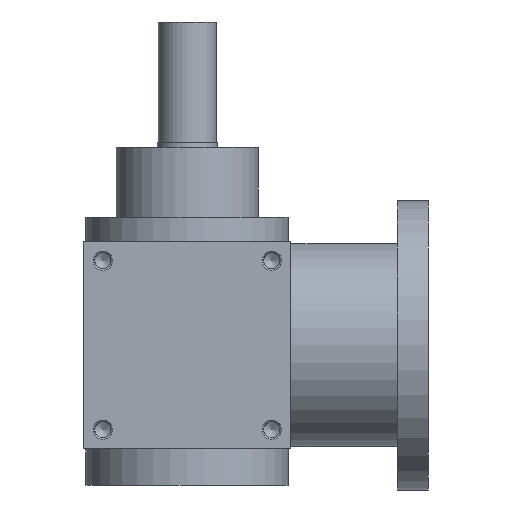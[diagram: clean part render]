
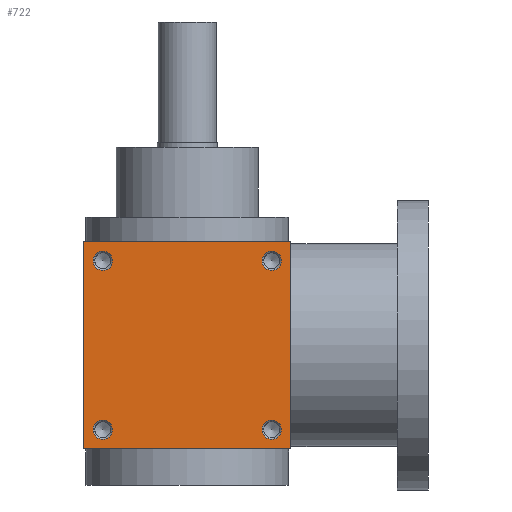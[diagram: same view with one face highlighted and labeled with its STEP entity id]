
A CAD part, front view. The second image highlights one B-rep face of the part: STEP entity #722.
In plain terms, the highlighted planar face has unit normal (0, -1, 0).
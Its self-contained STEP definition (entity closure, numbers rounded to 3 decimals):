
#722 = ADVANCED_FACE( '', ( #1609, #1610, #1611, #1612, #1613 ), #1614, .F. );
#1609 = FACE_BOUND( '', #2562, .T. );
#1610 = FACE_BOUND( '', #2563, .T. );
#1611 = FACE_BOUND( '', #2564, .T. );
#1612 = FACE_BOUND( '', #2565, .T. );
#1613 = FACE_OUTER_BOUND( '', #2566, .T. );
#1614 = PLANE( '', #2567 );
#2562 = EDGE_LOOP( '', ( #4307 ) );
#2563 = EDGE_LOOP( '', ( #4308 ) );
#2564 = EDGE_LOOP( '', ( #4309 ) );
#2565 = EDGE_LOOP( '', ( #4310 ) );
#2566 = EDGE_LOOP( '', ( #4311, #4312, #4313, #4314 ) );
#2567 = AXIS2_PLACEMENT_3D( '', #4315, #4316, #4317 );
#4307 = ORIENTED_EDGE( '', *, *, #5386, .T. );
#4308 = ORIENTED_EDGE( '', *, *, #5397, .T. );
#4309 = ORIENTED_EDGE( '', *, *, #5403, .F. );
#4310 = ORIENTED_EDGE( '', *, *, #5365, .F. );
#4311 = ORIENTED_EDGE( '', *, *, #4817, .T. );
#4312 = ORIENTED_EDGE( '', *, *, #5068, .F. );
#4313 = ORIENTED_EDGE( '', *, *, #5294, .F. );
#4314 = ORIENTED_EDGE( '', *, *, #5404, .T. );
#4315 = CARTESIAN_POINT( '', ( -43., -43., 43. ) );
#4316 = DIRECTION( '', ( 0., 1., 0. ) );
#4317 = DIRECTION( '', ( 0., 0., 1. ) );
#4817 = EDGE_CURVE( '', #5616, #5620, #5622, .T. );
#5068 = EDGE_CURVE( '', #6024, #5620, #6026, .T. );
#5294 = EDGE_CURVE( '', #6346, #6024, #6348, .T. );
#5365 = EDGE_CURVE( '', #6440, #6440, #6441, .T. );
#5386 = EDGE_CURVE( '', #6467, #6467, #6468, .T. );
#5397 = EDGE_CURVE( '', #6477, #6477, #6478, .T. );
#5403 = EDGE_CURVE( '', #6483, #6483, #6484, .T. );
#5404 = EDGE_CURVE( '', #6346, #5616, #6485, .T. );
#5616 = VERTEX_POINT( '', #6715 );
#5620 = VERTEX_POINT( '', #6721 );
#5622 = LINE( '', #6724, #6725 );
#6024 = VERTEX_POINT( '', #7244 );
#6026 = LINE( '', #7247, #7248 );
#6346 = VERTEX_POINT( '', #7693 );
#6348 = LINE( '', #7696, #7697 );
#6440 = VERTEX_POINT( '', #7813 );
#6441 = CIRCLE( '', #7814, 4. );
#6467 = VERTEX_POINT( '', #7847 );
#6468 = CIRCLE( '', #7848, 4. );
#6477 = VERTEX_POINT( '', #7858 );
#6478 = CIRCLE( '', #7859, 4. );
#6483 = VERTEX_POINT( '', #7865 );
#6484 = CIRCLE( '', #7866, 4. );
#6485 = LINE( '', #7867, #7868 );
#6715 = CARTESIAN_POINT( '', ( -43., -43., -43. ) );
#6721 = CARTESIAN_POINT( '', ( 43., -43., -43. ) );
#6724 = CARTESIAN_POINT( '', ( -43., -43., -43. ) );
#6725 = VECTOR( '', #8104, 1000. );
#7244 = CARTESIAN_POINT( '', ( 43., -43., 43. ) );
#7247 = CARTESIAN_POINT( '', ( 43., -43., 43. ) );
#7248 = VECTOR( '', #8475, 1000. );
#7693 = CARTESIAN_POINT( '', ( -43., -43., 43. ) );
#7696 = CARTESIAN_POINT( '', ( -43., -43., 43. ) );
#7697 = VECTOR( '', #8737, 1000. );
#7813 = CARTESIAN_POINT( '', ( 35., -43., 31. ) );
#7814 = AXIS2_PLACEMENT_3D( '', #8813, #8814, #8815 );
#7847 = CARTESIAN_POINT( '', ( -35., -43., -31. ) );
#7848 = AXIS2_PLACEMENT_3D( '', #8835, #8836, #8837 );
#7858 = CARTESIAN_POINT( '', ( -35., -43., 39. ) );
#7859 = AXIS2_PLACEMENT_3D( '', #8839, #8840, #8841 );
#7865 = CARTESIAN_POINT( '', ( 35., -43., -39. ) );
#7866 = AXIS2_PLACEMENT_3D( '', #8843, #8844, #8845 );
#7867 = CARTESIAN_POINT( '', ( -43., -43., 43. ) );
#7868 = VECTOR( '', #8846, 1000. );
#8104 = DIRECTION( '', ( 1., 0., 0. ) );
#8475 = DIRECTION( '', ( 0., 0., -1. ) );
#8737 = DIRECTION( '', ( 1., 0., 0. ) );
#8813 = CARTESIAN_POINT( '', ( 35., -43., 35. ) );
#8814 = DIRECTION( '', ( 0., -1., 0. ) );
#8815 = DIRECTION( '', ( 0., 0., -1. ) );
#8835 = CARTESIAN_POINT( '', ( -35., -43., -35. ) );
#8836 = DIRECTION( '', ( 0., 1., 0. ) );
#8837 = DIRECTION( '', ( 0., 0., 1. ) );
#8839 = CARTESIAN_POINT( '', ( -35., -43., 35. ) );
#8840 = DIRECTION( '', ( 0., 1., 0. ) );
#8841 = DIRECTION( '', ( 0., 0., 1. ) );
#8843 = CARTESIAN_POINT( '', ( 35., -43., -35. ) );
#8844 = DIRECTION( '', ( 0., -1., 0. ) );
#8845 = DIRECTION( '', ( 0., 0., -1. ) );
#8846 = DIRECTION( '', ( 0., 0., -1. ) );
